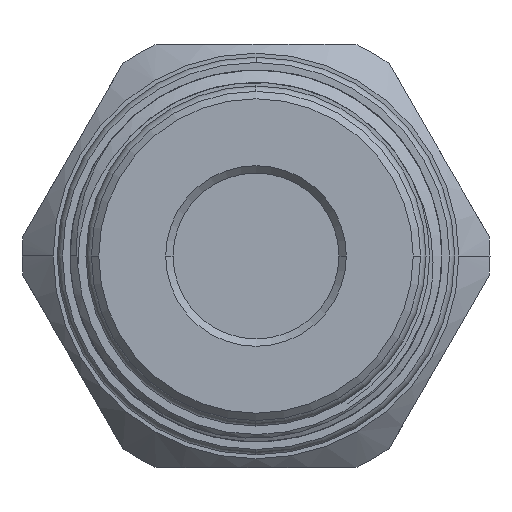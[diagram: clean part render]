
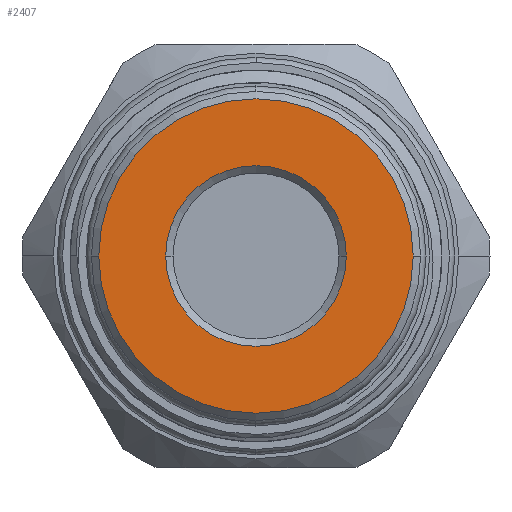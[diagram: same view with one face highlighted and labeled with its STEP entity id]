
A CAD part, left-side view. The second image highlights one B-rep face of the part: STEP entity #2407.
In plain terms, the highlighted planar face has unit normal (-1, 0, 0).
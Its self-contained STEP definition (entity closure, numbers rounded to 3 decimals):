
#261 = VERTEX_POINT ( 'NONE', #4956 ) ;
#391 = CIRCLE ( 'NONE', #13522, 10.615 ) ;
#1079 = EDGE_LOOP ( 'NONE', ( #10189, #4212 ) ) ;
#1133 = AXIS2_PLACEMENT_3D ( 'NONE', #12719, #3917, #9544 ) ;
#1590 = EDGE_CURVE ( 'NONE', #6224, #4322, #391, .T. ) ;
#2407 = ADVANCED_FACE ( 'NONE', ( #14013, #12102 ), #3194, .F. ) ;
#2795 = CARTESIAN_POINT ( 'NONE',  ( -43.8, 0., 0. ) ) ;
#2816 = ORIENTED_EDGE ( 'NONE', *, *, #11654, .T. ) ;
#3031 = DIRECTION ( 'NONE',  ( 0., 1., 0. ) ) ;
#3194 = PLANE ( 'NONE',  #10216 ) ;
#3580 = CARTESIAN_POINT ( 'NONE',  ( -43.8, -6.1, 0. ) ) ;
#3917 = DIRECTION ( 'NONE',  ( 1., 0., 0. ) ) ;
#4212 = ORIENTED_EDGE ( 'NONE', *, *, #1590, .F. ) ;
#4322 = VERTEX_POINT ( 'NONE', #9417 ) ;
#4614 = CIRCLE ( 'NONE', #1133, 10.615 ) ;
#4948 = EDGE_CURVE ( 'NONE', #4322, #6224, #4614, .T. ) ;
#4956 = CARTESIAN_POINT ( 'NONE',  ( -43.8, 6.1, 0. ) ) ;
#4968 = DIRECTION ( 'NONE',  ( 1., 0., 0. ) ) ;
#5443 = DIRECTION ( 'NONE',  ( 0., 1., 0. ) ) ;
#6224 = VERTEX_POINT ( 'NONE', #11716 ) ;
#6699 = VERTEX_POINT ( 'NONE', #3580 ) ;
#7281 = CARTESIAN_POINT ( 'NONE',  ( -43.8, 0., 0. ) ) ;
#8535 = CIRCLE ( 'NONE', #12573, 6.1 ) ;
#8825 = CARTESIAN_POINT ( 'NONE',  ( -43.8, 0., 0. ) ) ;
#8970 = DIRECTION ( 'NONE',  ( 0., 1., 0. ) ) ;
#9417 = CARTESIAN_POINT ( 'NONE',  ( -43.8, 10.615, 0. ) ) ;
#9544 = DIRECTION ( 'NONE',  ( 0., 1., 0. ) ) ;
#9723 = AXIS2_PLACEMENT_3D ( 'NONE', #2795, #4968, #3031 ) ;
#10189 = ORIENTED_EDGE ( 'NONE', *, *, #4948, .F. ) ;
#10216 = AXIS2_PLACEMENT_3D ( 'NONE', #8825, #10920, #5443 ) ;
#10552 = ORIENTED_EDGE ( 'NONE', *, *, #11944, .T. ) ;
#10738 = DIRECTION ( 'NONE',  ( 1., 0., 0. ) ) ;
#10920 = DIRECTION ( 'NONE',  ( 1., 0., 0. ) ) ;
#11057 = DIRECTION ( 'NONE',  ( 1., 0., 0. ) ) ;
#11489 = CIRCLE ( 'NONE', #9723, 6.1 ) ;
#11654 = EDGE_CURVE ( 'NONE', #261, #6699, #8535, .T. ) ;
#11716 = CARTESIAN_POINT ( 'NONE',  ( -43.8, -10.615, 0. ) ) ;
#11944 = EDGE_CURVE ( 'NONE', #6699, #261, #11489, .T. ) ;
#12102 = FACE_OUTER_BOUND ( 'NONE', #1079, .T. ) ;
#12104 = CARTESIAN_POINT ( 'NONE',  ( -43.8, 0., 0. ) ) ;
#12573 = AXIS2_PLACEMENT_3D ( 'NONE', #12104, #11057, #8970 ) ;
#12719 = CARTESIAN_POINT ( 'NONE',  ( -43.8, 0., 0. ) ) ;
#12989 = DIRECTION ( 'NONE',  ( 0., 1., 0. ) ) ;
#13522 = AXIS2_PLACEMENT_3D ( 'NONE', #7281, #10738, #12989 ) ;
#13928 = EDGE_LOOP ( 'NONE', ( #10552, #2816 ) ) ;
#14013 = FACE_BOUND ( 'NONE', #13928, .T. ) ;
